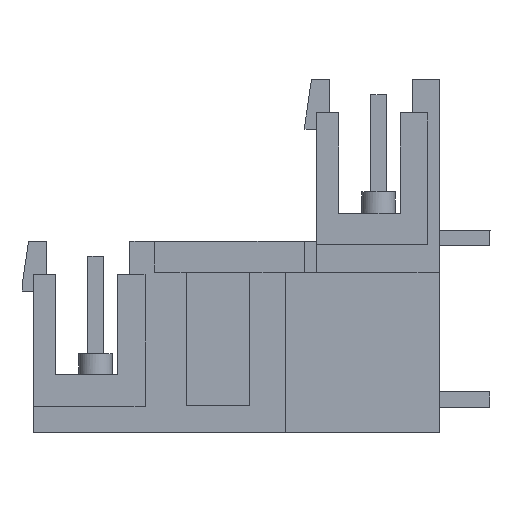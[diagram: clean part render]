
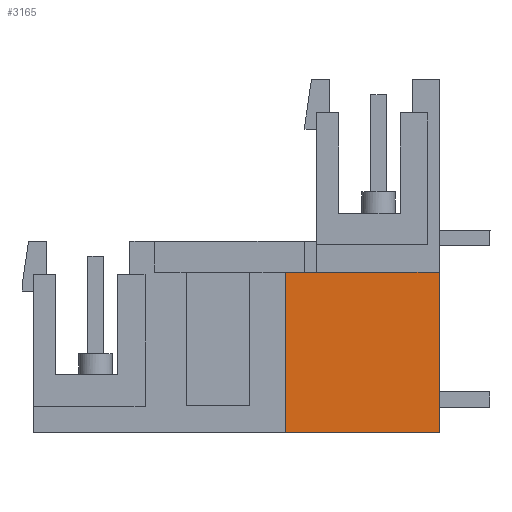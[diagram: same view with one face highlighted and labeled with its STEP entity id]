
A CAD part, left-side view. The second image highlights one B-rep face of the part: STEP entity #3165.
In plain terms, the highlighted planar face has unit normal (-1, 0, 0).
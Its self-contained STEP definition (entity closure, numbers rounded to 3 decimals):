
#3145=AXIS2_PLACEMENT_3D('Plane Axis2P3D',#3142,#3143,#3144) ;
#1462=CARTESIAN_POINT('Vertex',(2.52,3.2,10.06)) ;
#1465=CARTESIAN_POINT('Line Origine',(2.52,3.2,5.03)) ;
#1469=CARTESIAN_POINT('Vertex',(2.52,3.2,0.)) ;
#3120=CARTESIAN_POINT('Line Origine',(2.52,8.025,0.)) ;
#3124=CARTESIAN_POINT('Vertex',(2.52,12.85,0.)) ;
#3142=CARTESIAN_POINT('Axis2P3D Location',(2.52,3.2,10.06)) ;
#3147=CARTESIAN_POINT('Line Origine',(2.52,8.025,10.06)) ;
#3151=CARTESIAN_POINT('Vertex',(2.52,12.85,10.06)) ;
#3154=CARTESIAN_POINT('Line Origine',(2.52,12.85,5.03)) ;
#1466=DIRECTION('Vector Direction',(0.,0.,-1.)) ;
#3121=DIRECTION('Vector Direction',(0.,1.,0.)) ;
#3143=DIRECTION('Axis2P3D Direction',(-1.,0.,0.)) ;
#3144=DIRECTION('Axis2P3D XDirection',(0.,1.,0.)) ;
#3148=DIRECTION('Vector Direction',(0.,1.,0.)) ;
#3155=DIRECTION('Vector Direction',(0.,0.,-1.)) ;
#1467=VECTOR('Line Direction',#1466,1.) ;
#3122=VECTOR('Line Direction',#3121,1.) ;
#3149=VECTOR('Line Direction',#3148,1.) ;
#3156=VECTOR('Line Direction',#3155,1.) ;
#3160=ORIENTED_EDGE('',*,*,#1471,.F.) ;
#3161=ORIENTED_EDGE('',*,*,#3153,.T.) ;
#3162=ORIENTED_EDGE('',*,*,#3158,.T.) ;
#3163=ORIENTED_EDGE('',*,*,#3126,.F.) ;
#3165=ADVANCED_FACE('HOUSING',(#3164),#3146,.T.) ;
#1471=EDGE_CURVE('',#1463,#1470,#1468,.T.) ;
#3126=EDGE_CURVE('',#1470,#3125,#3123,.T.) ;
#3153=EDGE_CURVE('',#1463,#3152,#3150,.T.) ;
#3158=EDGE_CURVE('',#3152,#3125,#3157,.T.) ;
#3159=EDGE_LOOP('',(#3160,#3161,#3162,#3163)) ;
#3164=FACE_OUTER_BOUND('',#3159,.T.) ;
#1468=LINE('Line',#1465,#1467) ;
#3123=LINE('Line',#3120,#3122) ;
#3150=LINE('Line',#3147,#3149) ;
#3157=LINE('Line',#3154,#3156) ;
#3146=PLANE('',#3145) ;
#1463=VERTEX_POINT('',#1462) ;
#1470=VERTEX_POINT('',#1469) ;
#3125=VERTEX_POINT('',#3124) ;
#3152=VERTEX_POINT('',#3151) ;
